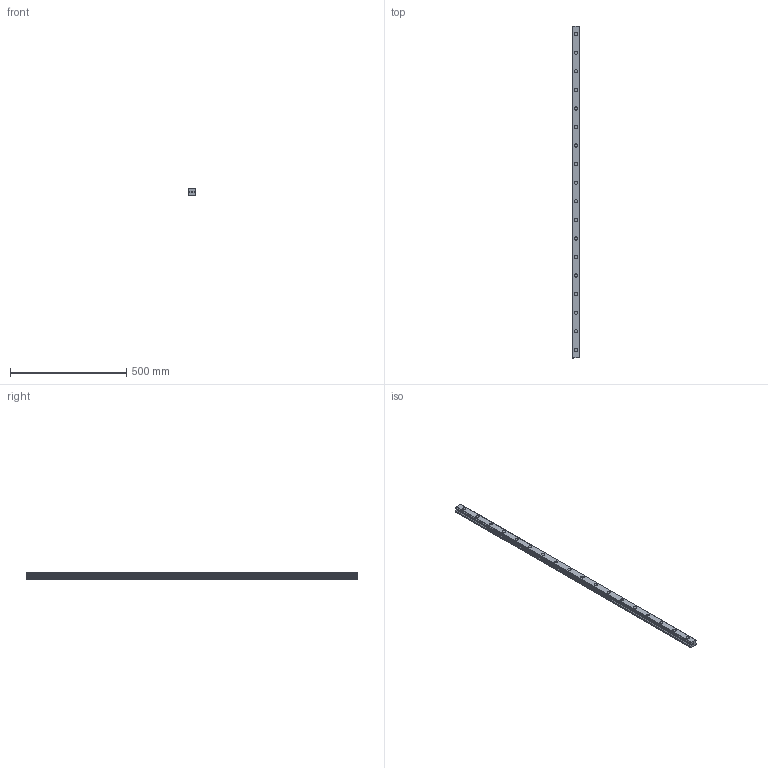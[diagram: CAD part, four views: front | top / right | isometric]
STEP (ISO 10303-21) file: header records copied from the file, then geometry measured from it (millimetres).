
FILE_DESCRIPTION(('STEP AP214'),'1');
FILE_NAME('cctmp_EBF9C91B-B37E-4EA8-9BA9-27AB33892B2B_2021_02_17_11_41_16_0788..stp','2021-02-17T10:41:16',('HIWIN GmbH'),('CADClick - www.CADClick.com'),'Spatial InterOp 3D',' ','unknown authorization');
FILE_SCHEMA(('AUTOMOTIVE_DESIGN'));
Length unit declared in the file: millimetre
Products named in the file (1): EGR35R1430C_FILE
Bounding box: 34 x 1430 x 27.5 mm (x, y, z)
Volume: 1125677.7 mm3; surface area: 201392.2 mm2
Topology: 1 solids, 1 shells, 269 faces, 627 edges, 418 vertices
Faces by surface type: plane 143, cylinder 126
Entity records: 9929 total; most frequent: DIRECTION 1419, CARTESIAN_POINT 1315, ORIENTED_EDGE 1254, EDGE_CURVE 627, AXIS2_PLACEMENT_3D 522, VERTEX_POINT 418, LINE 375, VECTOR 375
